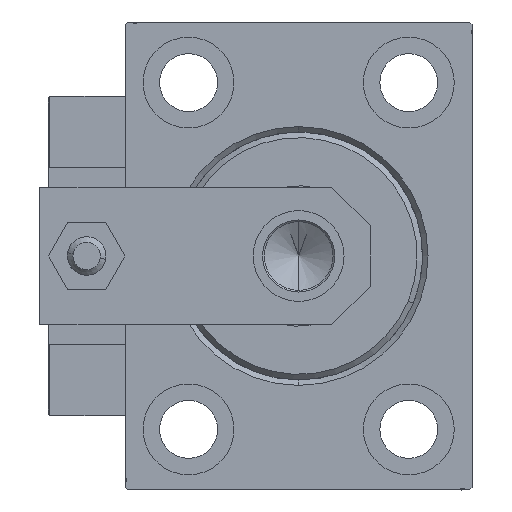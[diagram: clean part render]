
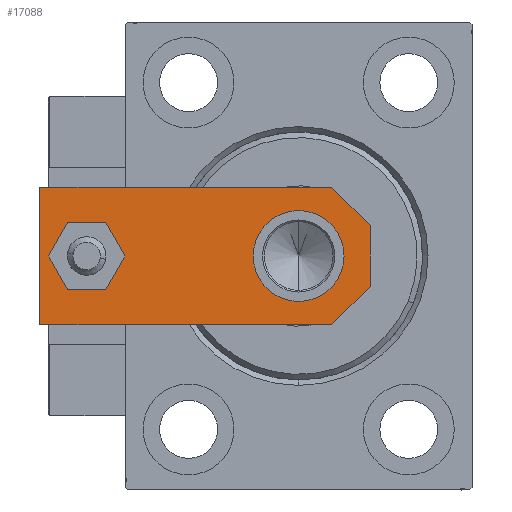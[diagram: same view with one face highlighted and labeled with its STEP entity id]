
A CAD part, left-side view. The second image highlights one B-rep face of the part: STEP entity #17088.
In plain terms, the highlighted face is planar.
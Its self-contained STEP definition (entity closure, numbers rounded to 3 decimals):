
#266 = AXIS2_PLACEMENT_3D ( 'NONE', #39515, #787, #27343 ) ;
#330 = CARTESIAN_POINT ( 'NONE',  ( 0., 13., 6. ) ) ;
#700 = CIRCLE ( 'NONE', #15253, 8.25 ) ;
#742 = LINE ( 'NONE', #12352, #47467 ) ;
#787 = DIRECTION ( 'NONE',  ( 0., 0., 1. ) ) ;
#1128 = CARTESIAN_POINT ( 'NONE',  ( 5.5, 0., 6. ) ) ;
#1202 = EDGE_LOOP ( 'NONE', ( #1657, #7114 ) ) ;
#1300 = LINE ( 'NONE', #39542, #19868 ) ;
#1657 = ORIENTED_EDGE ( 'NONE', *, *, #19280, .F. ) ;
#2147 = EDGE_CURVE ( 'NONE', #45671, #19035, #1300, .T. ) ;
#2411 = EDGE_LOOP ( 'NONE', ( #13286, #14621 ) ) ;
#3299 = VERTEX_POINT ( 'NONE', #49842 ) ;
#3495 = VERTEX_POINT ( 'NONE', #33022 ) ;
#4411 = CARTESIAN_POINT ( 'NONE',  ( -12.5, 60., 6. ) ) ;
#4609 = DIRECTION ( 'NONE',  ( 1., 0., 0. ) ) ;
#6402 = CIRCLE ( 'NONE', #35557, 8.25 ) ;
#6610 = DIRECTION ( 'NONE',  ( -1., 0., 0. ) ) ;
#6761 = CARTESIAN_POINT ( 'NONE',  ( 12.5, 60., 6. ) ) ;
#6899 = DIRECTION ( 'NONE',  ( 1., 0., 0. ) ) ;
#7114 = ORIENTED_EDGE ( 'NONE', *, *, #12581, .F. ) ;
#7355 = DIRECTION ( 'NONE',  ( 0., 0., 1. ) ) ;
#8032 = EDGE_CURVE ( 'NONE', #13870, #38660, #742, .T. ) ;
#8050 = CIRCLE ( 'NONE', #17723, 4. ) ;
#8263 = ORIENTED_EDGE ( 'NONE', *, *, #2147, .T. ) ;
#8674 = VERTEX_POINT ( 'NONE', #13565 ) ;
#10113 = LINE ( 'NONE', #25556, #14374 ) ;
#10349 = CARTESIAN_POINT ( 'NONE',  ( -5.5, 0., 6. ) ) ;
#10891 = LINE ( 'NONE', #29648, #30789 ) ;
#11133 = FACE_BOUND ( 'NONE', #1202, .T. ) ;
#11407 = LINE ( 'NONE', #11910, #49450 ) ;
#11910 = CARTESIAN_POINT ( 'NONE',  ( 2.75, -2.75, 6. ) ) ;
#12262 = EDGE_CURVE ( 'NONE', #30413, #45671, #10113, .T. ) ;
#12352 = CARTESIAN_POINT ( 'NONE',  ( 12.5, 0., 6. ) ) ;
#12581 = EDGE_CURVE ( 'NONE', #8674, #3495, #700, .T. ) ;
#13286 = ORIENTED_EDGE ( 'NONE', *, *, #43586, .F. ) ;
#13431 = ORIENTED_EDGE ( 'NONE', *, *, #23435, .T. ) ;
#13565 = CARTESIAN_POINT ( 'NONE',  ( 8.25, 13., 6. ) ) ;
#13870 = VERTEX_POINT ( 'NONE', #27987 ) ;
#14374 = VECTOR ( 'NONE', #37483, 1000. ) ;
#14621 = ORIENTED_EDGE ( 'NONE', *, *, #18351, .F. ) ;
#15253 = AXIS2_PLACEMENT_3D ( 'NONE', #28502, #36110, #39692 ) ;
#16352 = CARTESIAN_POINT ( 'NONE',  ( -4., 51.5, 6. ) ) ;
#17088 = ADVANCED_FACE ( 'NONE', ( #19981, #30405, #11133 ), #26582, .T. ) ;
#17723 = AXIS2_PLACEMENT_3D ( 'NONE', #41337, #41588, #6899 ) ;
#18351 = EDGE_CURVE ( 'NONE', #27089, #47234, #8050, .T. ) ;
#18970 = DIRECTION ( 'NONE',  ( 1., 0., 0. ) ) ;
#19035 = VERTEX_POINT ( 'NONE', #1128 ) ;
#19280 = EDGE_CURVE ( 'NONE', #3495, #8674, #6402, .T. ) ;
#19838 = DIRECTION ( 'NONE',  ( 0., -1., 0. ) ) ;
#19868 = VECTOR ( 'NONE', #39786, 1000. ) ;
#19981 = FACE_BOUND ( 'NONE', #2411, .T. ) ;
#20003 = DIRECTION ( 'NONE',  ( 0.707, 0.707, 0. ) ) ;
#21371 = EDGE_CURVE ( 'NONE', #38660, #3299, #10891, .T. ) ;
#23435 = EDGE_CURVE ( 'NONE', #19035, #13870, #11407, .T. ) ;
#24230 = ORIENTED_EDGE ( 'NONE', *, *, #8032, .T. ) ;
#24835 = ORIENTED_EDGE ( 'NONE', *, *, #21371, .T. ) ;
#25556 = CARTESIAN_POINT ( 'NONE',  ( -2.75, -2.75, 6. ) ) ;
#26582 = PLANE ( 'NONE',  #48527 ) ;
#26688 = LINE ( 'NONE', #4411, #39224 ) ;
#27015 = CARTESIAN_POINT ( 'NONE',  ( -12.5, 7., 6. ) ) ;
#27089 = VERTEX_POINT ( 'NONE', #42100 ) ;
#27343 = DIRECTION ( 'NONE',  ( 1., 0., 0. ) ) ;
#27987 = CARTESIAN_POINT ( 'NONE',  ( 12.5, 7., 6. ) ) ;
#28502 = CARTESIAN_POINT ( 'NONE',  ( 0., 13., 6. ) ) ;
#29025 = DIRECTION ( 'NONE',  ( 0., 1., 0. ) ) ;
#29077 = EDGE_LOOP ( 'NONE', ( #42237, #31662, #8263, #13431, #24230, #24835 ) ) ;
#29266 = EDGE_CURVE ( 'NONE', #3299, #30413, #26688, .T. ) ;
#29648 = CARTESIAN_POINT ( 'NONE',  ( 12.5, 60., 6. ) ) ;
#30405 = FACE_OUTER_BOUND ( 'NONE', #29077, .T. ) ;
#30413 = VERTEX_POINT ( 'NONE', #27015 ) ;
#30789 = VECTOR ( 'NONE', #6610, 1000. ) ;
#31662 = ORIENTED_EDGE ( 'NONE', *, *, #12262, .T. ) ;
#33022 = CARTESIAN_POINT ( 'NONE',  ( -8.25, 13., 6. ) ) ;
#34209 = CIRCLE ( 'NONE', #266, 4. ) ;
#35557 = AXIS2_PLACEMENT_3D ( 'NONE', #330, #39560, #4609 ) ;
#36110 = DIRECTION ( 'NONE',  ( 0., 0., 1. ) ) ;
#37483 = DIRECTION ( 'NONE',  ( 0.707, -0.707, 0. ) ) ;
#38660 = VERTEX_POINT ( 'NONE', #6761 ) ;
#39224 = VECTOR ( 'NONE', #19838, 1000. ) ;
#39515 = CARTESIAN_POINT ( 'NONE',  ( 0., 51.5, 6. ) ) ;
#39542 = CARTESIAN_POINT ( 'NONE',  ( -12.5, 0., 6. ) ) ;
#39560 = DIRECTION ( 'NONE',  ( 0., 0., 1. ) ) ;
#39692 = DIRECTION ( 'NONE',  ( 1., 0., 0. ) ) ;
#39786 = DIRECTION ( 'NONE',  ( 1., 0., 0. ) ) ;
#41337 = CARTESIAN_POINT ( 'NONE',  ( 0., 51.5, 6. ) ) ;
#41588 = DIRECTION ( 'NONE',  ( 0., 0., 1. ) ) ;
#42062 = CARTESIAN_POINT ( 'NONE',  ( 0., 0., 6. ) ) ;
#42100 = CARTESIAN_POINT ( 'NONE',  ( 4., 51.5, 6. ) ) ;
#42237 = ORIENTED_EDGE ( 'NONE', *, *, #29266, .T. ) ;
#43586 = EDGE_CURVE ( 'NONE', #47234, #27089, #34209, .T. ) ;
#45671 = VERTEX_POINT ( 'NONE', #10349 ) ;
#47234 = VERTEX_POINT ( 'NONE', #16352 ) ;
#47467 = VECTOR ( 'NONE', #29025, 1000. ) ;
#48527 = AXIS2_PLACEMENT_3D ( 'NONE', #42062, #7355, #18970 ) ;
#49450 = VECTOR ( 'NONE', #20003, 1000. ) ;
#49842 = CARTESIAN_POINT ( 'NONE',  ( -12.5, 60., 6. ) ) ;
